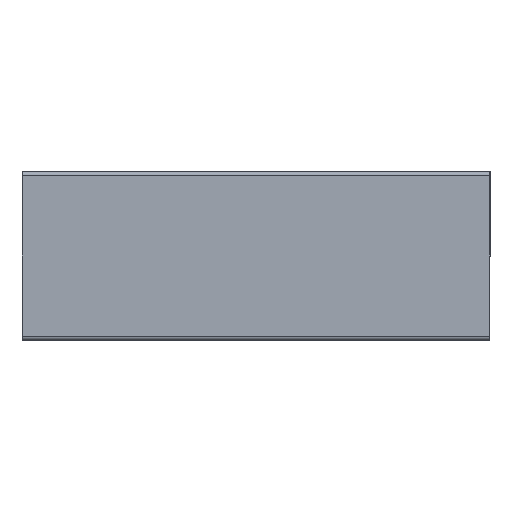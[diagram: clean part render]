
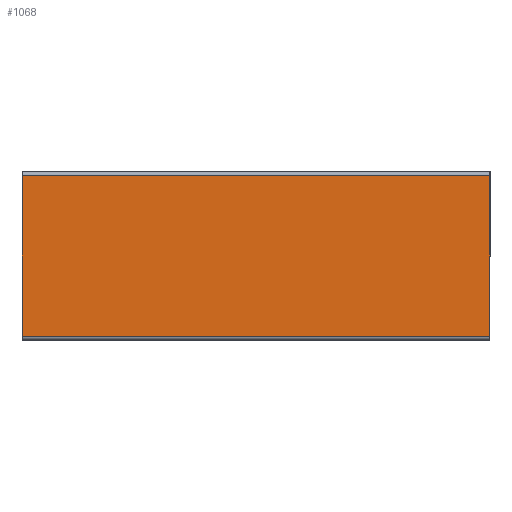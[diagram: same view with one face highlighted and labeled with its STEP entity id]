
A CAD part, left-side view. The second image highlights one B-rep face of the part: STEP entity #1068.
In plain terms, the highlighted planar face has unit normal (-1, 0, 0).
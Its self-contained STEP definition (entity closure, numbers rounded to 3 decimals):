
#70 = PLANE ( 'NONE',  #2452 ) ;
#292 = LINE ( 'NONE', #3696, #3966 ) ;
#935 = CARTESIAN_POINT ( 'NONE',  ( -0.3, 0.01, 0. ) ) ;
#1018 = LINE ( 'NONE', #2056, #3875 ) ;
#1068 = ADVANCED_FACE ( 'NONE', ( #4744 ), #70, .F. ) ;
#1183 = EDGE_CURVE ( 'NONE', #1421, #5174, #292, .T. ) ;
#1251 = CARTESIAN_POINT ( 'NONE',  ( -0.3, 0.44, 0. ) ) ;
#1421 = VERTEX_POINT ( 'NONE', #4222 ) ;
#1439 = CARTESIAN_POINT ( 'NONE',  ( -0.3, 0.01, 0. ) ) ;
#1464 = ORIENTED_EDGE ( 'NONE', *, *, #3698, .T. ) ;
#1691 = CARTESIAN_POINT ( 'NONE',  ( -0.3, 0.01, 1.25 ) ) ;
#1742 = ORIENTED_EDGE ( 'NONE', *, *, #1183, .T. ) ;
#1900 = EDGE_CURVE ( 'NONE', #1421, #3463, #1018, .T. ) ;
#2027 = LINE ( 'NONE', #1439, #5012 ) ;
#2056 = CARTESIAN_POINT ( 'NONE',  ( -0.3, 0.01, 1.25 ) ) ;
#2139 = VERTEX_POINT ( 'NONE', #935 ) ;
#2286 = CARTESIAN_POINT ( 'NONE',  ( -0.3, 0.01, 1.25 ) ) ;
#2452 = AXIS2_PLACEMENT_3D ( 'NONE', #1691, #3715, #4058 ) ;
#2730 = ORIENTED_EDGE ( 'NONE', *, *, #1900, .F. ) ;
#3364 = CARTESIAN_POINT ( 'NONE',  ( -0.3, 0.01, 1.25 ) ) ;
#3463 = VERTEX_POINT ( 'NONE', #3364 ) ;
#3696 = CARTESIAN_POINT ( 'NONE',  ( -0.3, 0.44, 1.25 ) ) ;
#3698 = EDGE_CURVE ( 'NONE', #5174, #2139, #2027, .T. ) ;
#3715 = DIRECTION ( 'NONE',  ( 1., 0., 0. ) ) ;
#3798 = DIRECTION ( 'NONE',  ( 0., -1., 0. ) ) ;
#3875 = VECTOR ( 'NONE', #4000, 1000. ) ;
#3960 = VECTOR ( 'NONE', #3975, 1000. ) ;
#3966 = VECTOR ( 'NONE', #4888, 1000. ) ;
#3975 = DIRECTION ( 'NONE',  ( 0., 0., -1. ) ) ;
#4000 = DIRECTION ( 'NONE',  ( 0., -1., 0. ) ) ;
#4058 = DIRECTION ( 'NONE',  ( 0., 0., -1. ) ) ;
#4165 = EDGE_CURVE ( 'NONE', #3463, #2139, #4219, .T. ) ;
#4219 = LINE ( 'NONE', #2286, #3960 ) ;
#4222 = CARTESIAN_POINT ( 'NONE',  ( -0.3, 0.44, 1.25 ) ) ;
#4502 = EDGE_LOOP ( 'NONE', ( #1464, #4979, #2730, #1742 ) ) ;
#4744 = FACE_OUTER_BOUND ( 'NONE', #4502, .T. ) ;
#4888 = DIRECTION ( 'NONE',  ( 0., 0., -1. ) ) ;
#4979 = ORIENTED_EDGE ( 'NONE', *, *, #4165, .F. ) ;
#5012 = VECTOR ( 'NONE', #3798, 1000. ) ;
#5174 = VERTEX_POINT ( 'NONE', #1251 ) ;
